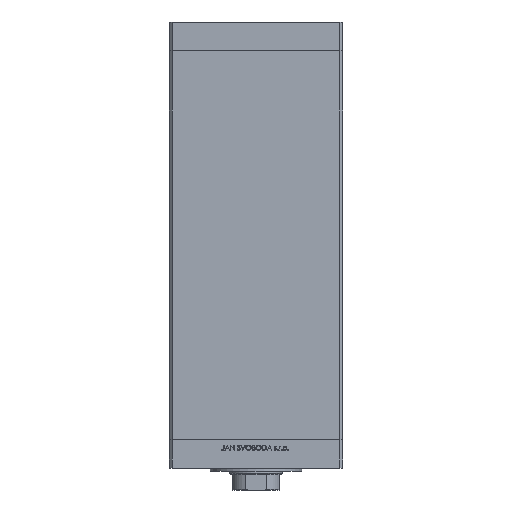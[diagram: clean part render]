
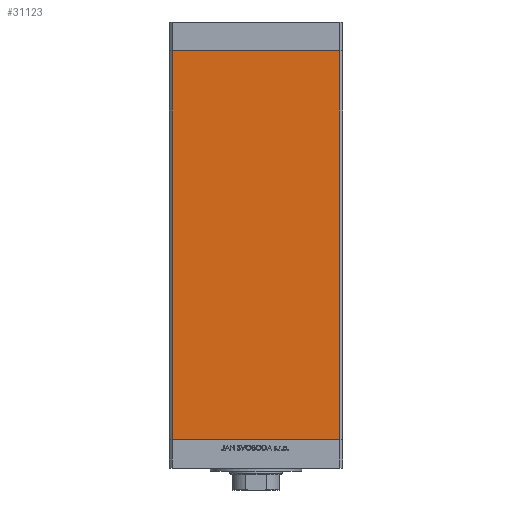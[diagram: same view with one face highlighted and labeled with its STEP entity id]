
A CAD part, front view. The second image highlights one B-rep face of the part: STEP entity #31123.
In plain terms, the highlighted planar face has unit normal (0, -1, 0).
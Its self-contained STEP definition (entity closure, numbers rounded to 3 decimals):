
#1439 = EDGE_CURVE ( 'NONE', #18365, #20496, #5759, .T. ) ;
#1787 = CARTESIAN_POINT ( 'NONE',  ( -58., -51., 268.5 ) ) ;
#5759 = LINE ( 'NONE', #1787, #16365 ) ;
#9261 = EDGE_CURVE ( 'NONE', #18365, #20024, #9282, .T. ) ;
#9282 = LINE ( 'NONE', #24454, #19818 ) ;
#11324 = DIRECTION ( 'NONE',  ( 0., 1., 0. ) ) ;
#12597 = CARTESIAN_POINT ( 'NONE',  ( 58., -51., 268.5 ) ) ;
#12930 = CARTESIAN_POINT ( 'NONE',  ( -58., -51., 0. ) ) ;
#13040 = VERTEX_POINT ( 'NONE', #38330 ) ;
#14260 = ORIENTED_EDGE ( 'NONE', *, *, #9261, .F. ) ;
#14383 = EDGE_CURVE ( 'NONE', #20024, #13040, #28246, .T. ) ;
#15588 = ORIENTED_EDGE ( 'NONE', *, *, #1439, .T. ) ;
#16257 = DIRECTION ( 'NONE',  ( 1., 0., 0. ) ) ;
#16365 = VECTOR ( 'NONE', #25131, 1000. ) ;
#18365 = VERTEX_POINT ( 'NONE', #42633 ) ;
#19419 = CARTESIAN_POINT ( 'NONE',  ( 58., -51., 268.5 ) ) ;
#19818 = VECTOR ( 'NONE', #16257, 1000. ) ;
#20024 = VERTEX_POINT ( 'NONE', #19419 ) ;
#20380 = LINE ( 'NONE', #12930, #36161 ) ;
#20496 = VERTEX_POINT ( 'NONE', #31089 ) ;
#22417 = EDGE_CURVE ( 'NONE', #20496, #13040, #20380, .T. ) ;
#24454 = CARTESIAN_POINT ( 'NONE',  ( -58., -51., 268.5 ) ) ;
#25131 = DIRECTION ( 'NONE',  ( 0., 0., -1. ) ) ;
#25271 = PLANE ( 'NONE',  #32441 ) ;
#27722 = EDGE_LOOP ( 'NONE', ( #27889, #33882, #14260, #15588 ) ) ;
#27889 = ORIENTED_EDGE ( 'NONE', *, *, #22417, .T. ) ;
#28097 = DIRECTION ( 'NONE',  ( 1., 0., 0. ) ) ;
#28246 = LINE ( 'NONE', #12597, #41287 ) ;
#30473 = DIRECTION ( 'NONE',  ( 0., 0., 1. ) ) ;
#31089 = CARTESIAN_POINT ( 'NONE',  ( -58., -51., 0. ) ) ;
#31123 = ADVANCED_FACE ( 'NONE', ( #32742 ), #25271, .F. ) ;
#32441 = AXIS2_PLACEMENT_3D ( 'NONE', #38415, #11324, #30473 ) ;
#32742 = FACE_OUTER_BOUND ( 'NONE', #27722, .T. ) ;
#33882 = ORIENTED_EDGE ( 'NONE', *, *, #14383, .F. ) ;
#36161 = VECTOR ( 'NONE', #28097, 1000. ) ;
#38330 = CARTESIAN_POINT ( 'NONE',  ( 58., -51., 0. ) ) ;
#38415 = CARTESIAN_POINT ( 'NONE',  ( -58., -51., 268.5 ) ) ;
#39691 = DIRECTION ( 'NONE',  ( 0., 0., -1. ) ) ;
#41287 = VECTOR ( 'NONE', #39691, 1000. ) ;
#42633 = CARTESIAN_POINT ( 'NONE',  ( -58., -51., 268.5 ) ) ;
